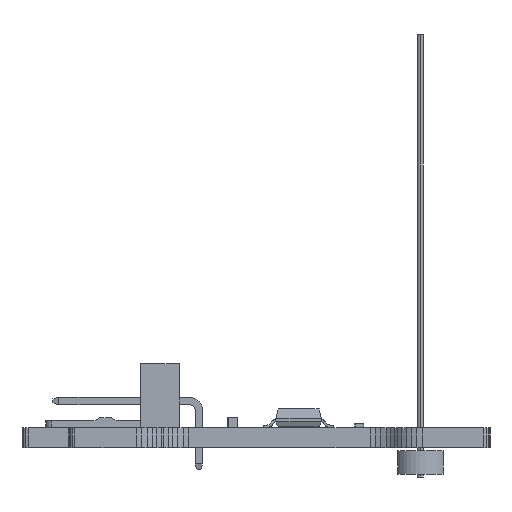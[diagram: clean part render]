
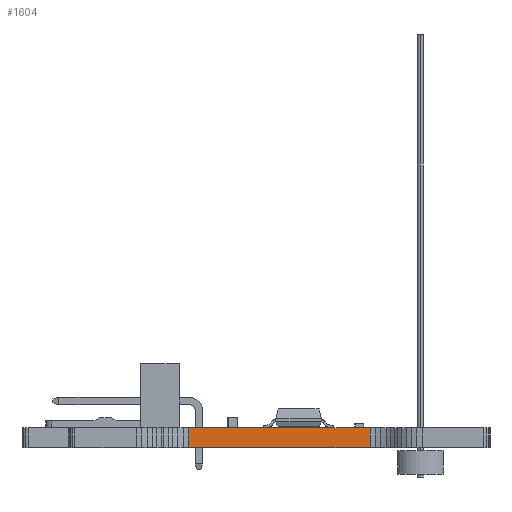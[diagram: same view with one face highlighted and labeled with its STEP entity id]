
A CAD part, front view. The second image highlights one B-rep face of the part: STEP entity #1604.
In plain terms, the highlighted planar face has unit normal (0.001, -1, 0).
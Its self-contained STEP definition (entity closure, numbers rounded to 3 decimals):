
#95 = PLANE('',#96);
#96 = AXIS2_PLACEMENT_3D('',#97,#98,#99);
#97 = CARTESIAN_POINT('',(3.477,0.22,1.697));
#98 = DIRECTION('',(0.,0.,-1.));
#99 = DIRECTION('',(-1.,0.,0.));
#149 = PLANE('',#150);
#150 = AXIS2_PLACEMENT_3D('',#151,#152,#153);
#151 = CARTESIAN_POINT('',(3.477,0.22,0.));
#152 = DIRECTION('',(0.,0.,-1.));
#153 = DIRECTION('',(-1.,0.,0.));
#1496 = PLANE('',#1497);
#1497 = AXIS2_PLACEMENT_3D('',#1498,#1499,#1500);
#1498 = CARTESIAN_POINT('',(13.735,1.724,0.));
#1499 = DIRECTION('',(1.,0.,0.));
#1500 = DIRECTION('',(0.,-1.,0.));
#1534 = VERTEX_POINT('',#1535);
#1535 = CARTESIAN_POINT('',(13.735,1.715,1.697));
#1556 = EDGE_CURVE('',#1557,#1534,#1559,.T.);
#1557 = VERTEX_POINT('',#1558);
#1558 = CARTESIAN_POINT('',(13.735,1.715,0.));
#1559 = SURFACE_CURVE('',#1560,(#1564,#1571),.PCURVE_S1.);
#1560 = LINE('',#1561,#1562);
#1561 = CARTESIAN_POINT('',(13.735,1.715,0.));
#1562 = VECTOR('',#1563,1.);
#1563 = DIRECTION('',(0.,0.,1.));
#1564 = PCURVE('',#1496,#1565);
#1565 = DEFINITIONAL_REPRESENTATION('',(#1566),#1570);
#1566 = LINE('',#1567,#1568);
#1567 = CARTESIAN_POINT('',(0.009,0.));
#1568 = VECTOR('',#1569,1.);
#1569 = DIRECTION('',(0.,-1.));
#1570 = ( GEOMETRIC_REPRESENTATION_CONTEXT(2) 
PARAMETRIC_REPRESENTATION_CONTEXT() REPRESENTATION_CONTEXT('2D SPACE',''
  ) );
#1571 = PCURVE('',#1572,#1577);
#1572 = PLANE('',#1573);
#1573 = AXIS2_PLACEMENT_3D('',#1574,#1575,#1576);
#1574 = CARTESIAN_POINT('',(13.735,1.715,0.));
#1575 = DIRECTION('',(-0.001,1.,0.));
#1576 = DIRECTION('',(1.,0.001,0.));
#1577 = DEFINITIONAL_REPRESENTATION('',(#1578),#1582);
#1578 = LINE('',#1579,#1580);
#1579 = CARTESIAN_POINT('',(0.,0.));
#1580 = VECTOR('',#1581,1.);
#1581 = DIRECTION('',(0.,-1.));
#1582 = ( GEOMETRIC_REPRESENTATION_CONTEXT(2) 
PARAMETRIC_REPRESENTATION_CONTEXT() REPRESENTATION_CONTEXT('2D SPACE',''
  ) );
#1604 = ADVANCED_FACE('',(#1605),#1572,.F.);
#1605 = FACE_BOUND('',#1606,.F.);
#1606 = EDGE_LOOP('',(#1607,#1608,#1631,#1659));
#1607 = ORIENTED_EDGE('',*,*,#1556,.T.);
#1608 = ORIENTED_EDGE('',*,*,#1609,.T.);
#1609 = EDGE_CURVE('',#1534,#1610,#1612,.T.);
#1610 = VERTEX_POINT('',#1611);
#1611 = CARTESIAN_POINT('',(29.249,1.724,1.697));
#1612 = SURFACE_CURVE('',#1613,(#1617,#1624),.PCURVE_S1.);
#1613 = LINE('',#1614,#1615);
#1614 = CARTESIAN_POINT('',(13.735,1.715,1.697));
#1615 = VECTOR('',#1616,1.);
#1616 = DIRECTION('',(1.,0.001,0.));
#1617 = PCURVE('',#1572,#1618);
#1618 = DEFINITIONAL_REPRESENTATION('',(#1619),#1623);
#1619 = LINE('',#1620,#1621);
#1620 = CARTESIAN_POINT('',(0.,-1.697));
#1621 = VECTOR('',#1622,1.);
#1622 = DIRECTION('',(1.,0.));
#1623 = ( GEOMETRIC_REPRESENTATION_CONTEXT(2) 
PARAMETRIC_REPRESENTATION_CONTEXT() REPRESENTATION_CONTEXT('2D SPACE',''
  ) );
#1624 = PCURVE('',#95,#1625);
#1625 = DEFINITIONAL_REPRESENTATION('',(#1626),#1630);
#1626 = LINE('',#1627,#1628);
#1627 = CARTESIAN_POINT('',(-10.258,1.495));
#1628 = VECTOR('',#1629,1.);
#1629 = DIRECTION('',(-1.,0.001));
#1630 = ( GEOMETRIC_REPRESENTATION_CONTEXT(2) 
PARAMETRIC_REPRESENTATION_CONTEXT() REPRESENTATION_CONTEXT('2D SPACE',''
  ) );
#1631 = ORIENTED_EDGE('',*,*,#1632,.F.);
#1632 = EDGE_CURVE('',#1633,#1610,#1635,.T.);
#1633 = VERTEX_POINT('',#1634);
#1634 = CARTESIAN_POINT('',(29.249,1.724,0.));
#1635 = SURFACE_CURVE('',#1636,(#1640,#1647),.PCURVE_S1.);
#1636 = LINE('',#1637,#1638);
#1637 = CARTESIAN_POINT('',(29.249,1.724,0.));
#1638 = VECTOR('',#1639,1.);
#1639 = DIRECTION('',(0.,0.,1.));
#1640 = PCURVE('',#1572,#1641);
#1641 = DEFINITIONAL_REPRESENTATION('',(#1642),#1646);
#1642 = LINE('',#1643,#1644);
#1643 = CARTESIAN_POINT('',(15.515,0.));
#1644 = VECTOR('',#1645,1.);
#1645 = DIRECTION('',(0.,-1.));
#1646 = ( GEOMETRIC_REPRESENTATION_CONTEXT(2) 
PARAMETRIC_REPRESENTATION_CONTEXT() REPRESENTATION_CONTEXT('2D SPACE',''
  ) );
#1647 = PCURVE('',#1648,#1653);
#1648 = PLANE('',#1649);
#1649 = AXIS2_PLACEMENT_3D('',#1650,#1651,#1652);
#1650 = CARTESIAN_POINT('',(29.249,1.724,0.));
#1651 = DIRECTION('',(0.078,0.997,0.));
#1652 = DIRECTION('',(0.997,-0.078,0.));
#1653 = DEFINITIONAL_REPRESENTATION('',(#1654),#1658);
#1654 = LINE('',#1655,#1656);
#1655 = CARTESIAN_POINT('',(0.,0.));
#1656 = VECTOR('',#1657,1.);
#1657 = DIRECTION('',(0.,-1.));
#1658 = ( GEOMETRIC_REPRESENTATION_CONTEXT(2) 
PARAMETRIC_REPRESENTATION_CONTEXT() REPRESENTATION_CONTEXT('2D SPACE',''
  ) );
#1659 = ORIENTED_EDGE('',*,*,#1660,.F.);
#1660 = EDGE_CURVE('',#1557,#1633,#1661,.T.);
#1661 = SURFACE_CURVE('',#1662,(#1666,#1673),.PCURVE_S1.);
#1662 = LINE('',#1663,#1664);
#1663 = CARTESIAN_POINT('',(13.735,1.715,0.));
#1664 = VECTOR('',#1665,1.);
#1665 = DIRECTION('',(1.,0.001,0.));
#1666 = PCURVE('',#1572,#1667);
#1667 = DEFINITIONAL_REPRESENTATION('',(#1668),#1672);
#1668 = LINE('',#1669,#1670);
#1669 = CARTESIAN_POINT('',(0.,0.));
#1670 = VECTOR('',#1671,1.);
#1671 = DIRECTION('',(1.,0.));
#1672 = ( GEOMETRIC_REPRESENTATION_CONTEXT(2) 
PARAMETRIC_REPRESENTATION_CONTEXT() REPRESENTATION_CONTEXT('2D SPACE',''
  ) );
#1673 = PCURVE('',#149,#1674);
#1674 = DEFINITIONAL_REPRESENTATION('',(#1675),#1679);
#1675 = LINE('',#1676,#1677);
#1676 = CARTESIAN_POINT('',(-10.258,1.495));
#1677 = VECTOR('',#1678,1.);
#1678 = DIRECTION('',(-1.,0.001));
#1679 = ( GEOMETRIC_REPRESENTATION_CONTEXT(2) 
PARAMETRIC_REPRESENTATION_CONTEXT() REPRESENTATION_CONTEXT('2D SPACE',''
  ) );
